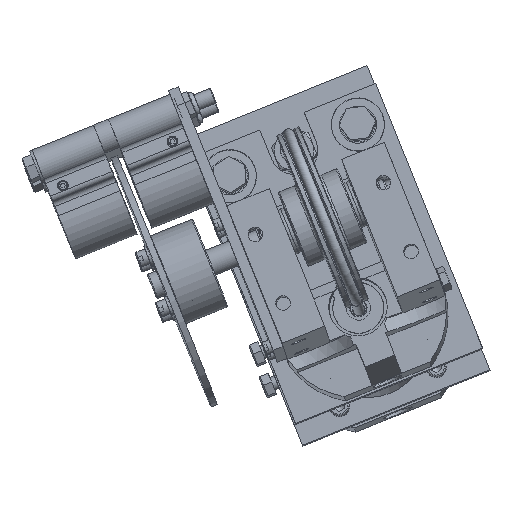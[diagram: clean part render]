
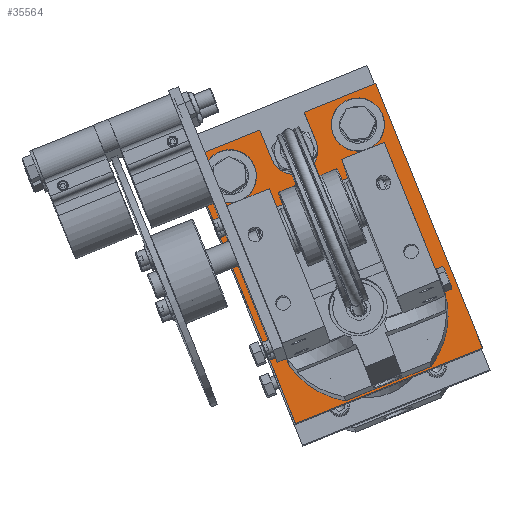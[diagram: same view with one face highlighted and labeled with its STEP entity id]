
A CAD part, top view. The second image highlights one B-rep face of the part: STEP entity #35564.
In plain terms, the highlighted face is planar.
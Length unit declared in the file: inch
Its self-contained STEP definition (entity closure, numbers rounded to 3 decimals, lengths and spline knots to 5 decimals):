
#35050=CARTESIAN_POINT('',(3.00801,-4.39195,0.25));
#35051=VERTEX_POINT('',#35050);
#35052=CARTESIAN_POINT('',(1.62551,-4.39195,0.25));
#35053=DIRECTION('',(0.0,0.0,-1.0));
#35054=DIRECTION('',(-1.0,0.0,0.0));
#35055=AXIS2_PLACEMENT_3D('',#35052,#35053,#35054);
#35056=CIRCLE('',#35055,1.3825);
#35057=EDGE_CURVE('',#35051,#35051,#35056,.T.);
#35078=CARTESIAN_POINT('',(3.68851,-0.14195,0.25));
#35079=VERTEX_POINT('',#35078);
#35080=CARTESIAN_POINT('',(3.25051,-0.14195,0.25));
#35081=DIRECTION('',(0.0,0.0,-1.0));
#35082=DIRECTION('',(-1.0,0.0,0.0));
#35083=AXIS2_PLACEMENT_3D('',#35080,#35081,#35082);
#35084=CIRCLE('',#35083,0.438);
#35085=EDGE_CURVE('',#35079,#35079,#35084,.T.);
#35106=CARTESIAN_POINT('',(0.43851,-0.14195,0.25));
#35107=VERTEX_POINT('',#35106);
#35108=CARTESIAN_POINT('',(0.00051,-0.14195,0.25));
#35109=DIRECTION('',(0.0,0.0,-1.0));
#35110=DIRECTION('',(-1.0,0.0,0.0));
#35111=AXIS2_PLACEMENT_3D('',#35108,#35109,#35110);
#35112=CIRCLE('',#35111,0.438);
#35113=EDGE_CURVE('',#35107,#35107,#35112,.T.);
#35134=CARTESIAN_POINT('',(3.01951,-3.16195,0.25));
#35135=VERTEX_POINT('',#35134);
#35136=CARTESIAN_POINT('',(2.85551,-3.16195,0.25));
#35137=DIRECTION('',(0.0,0.0,-1.0));
#35138=DIRECTION('',(-1.0,0.0,0.0));
#35139=AXIS2_PLACEMENT_3D('',#35136,#35137,#35138);
#35140=CIRCLE('',#35139,0.164);
#35141=EDGE_CURVE('',#35135,#35135,#35140,.T.);
#35162=CARTESIAN_POINT('',(3.01951,-5.62195,0.25));
#35163=VERTEX_POINT('',#35162);
#35164=CARTESIAN_POINT('',(2.85551,-5.62195,0.25));
#35165=DIRECTION('',(0.0,0.0,-1.0));
#35166=DIRECTION('',(-1.0,0.0,0.0));
#35167=AXIS2_PLACEMENT_3D('',#35164,#35165,#35166);
#35168=CIRCLE('',#35167,0.164);
#35169=EDGE_CURVE('',#35163,#35163,#35168,.T.);
#35190=CARTESIAN_POINT('',(0.55951,-5.62195,0.25));
#35191=VERTEX_POINT('',#35190);
#35192=CARTESIAN_POINT('',(0.39551,-5.62195,0.25));
#35193=DIRECTION('',(0.0,0.0,-1.0));
#35194=DIRECTION('',(-1.0,0.0,0.0));
#35195=AXIS2_PLACEMENT_3D('',#35192,#35193,#35194);
#35196=CIRCLE('',#35195,0.164);
#35197=EDGE_CURVE('',#35191,#35191,#35196,.T.);
#35218=CARTESIAN_POINT('',(0.55951,-3.16195,0.25));
#35219=VERTEX_POINT('',#35218);
#35220=CARTESIAN_POINT('',(0.39551,-3.16195,0.25));
#35221=DIRECTION('',(0.0,0.0,-1.0));
#35222=DIRECTION('',(-1.0,0.0,0.0));
#35223=AXIS2_PLACEMENT_3D('',#35220,#35221,#35222);
#35224=CIRCLE('',#35223,0.164);
#35225=EDGE_CURVE('',#35219,#35219,#35224,.T.);
#35246=CARTESIAN_POINT('',(-0.74949,0.60805,0.25));
#35247=VERTEX_POINT('',#35246);
#35248=CARTESIAN_POINT('',(1.06351,0.60805,0.25));
#35249=VERTEX_POINT('',#35248);
#35250=CARTESIAN_POINT('',(-0.74949,0.60805,0.25));
#35251=DIRECTION('',(1.0,0.0,0.0));
#35252=VECTOR('',#35251,1.813);
#35253=LINE('',#35250,#35252);
#35254=EDGE_CURVE('',#35247,#35249,#35253,.T.);
#35286=CARTESIAN_POINT('',(1.06351,-0.14195,0.25));
#35287=VERTEX_POINT('',#35286);
#35288=CARTESIAN_POINT('',(1.06351,0.60805,0.25));
#35289=DIRECTION('',(0.0,-1.0,0.0));
#35290=VECTOR('',#35289,0.75);
#35291=LINE('',#35288,#35290);
#35292=EDGE_CURVE('',#35249,#35287,#35291,.T.);
#35317=CARTESIAN_POINT('',(2.18751,-0.14195,0.25));
#35318=VERTEX_POINT('',#35317);
#35319=CARTESIAN_POINT('',(1.62551,-0.14195,0.25));
#35320=DIRECTION('',(0.0,0.0,1.0));
#35321=DIRECTION('',(1.0,0.0,0.0));
#35322=AXIS2_PLACEMENT_3D('',#35319,#35320,#35321);
#35323=CIRCLE('',#35322,0.562);
#35324=EDGE_CURVE('',#35287,#35318,#35323,.T.);
#35350=CARTESIAN_POINT('',(2.18751,0.60805,0.25));
#35351=VERTEX_POINT('',#35350);
#35352=CARTESIAN_POINT('',(2.18751,-0.14195,0.25));
#35353=DIRECTION('',(0.0,1.0,0.0));
#35354=VECTOR('',#35353,0.75);
#35355=LINE('',#35352,#35354);
#35356=EDGE_CURVE('',#35318,#35351,#35355,.T.);
#35381=CARTESIAN_POINT('',(4.00051,0.60805,0.25));
#35382=VERTEX_POINT('',#35381);
#35383=CARTESIAN_POINT('',(2.18751,0.60805,0.25));
#35384=DIRECTION('',(1.0,0.0,0.0));
#35385=VECTOR('',#35384,1.813);
#35386=LINE('',#35383,#35385);
#35387=EDGE_CURVE('',#35351,#35382,#35386,.T.);
#35412=CARTESIAN_POINT('',(4.00051,-6.14195,0.25));
#35413=VERTEX_POINT('',#35412);
#35414=CARTESIAN_POINT('',(4.00051,0.60805,0.25));
#35415=DIRECTION('',(0.0,-1.0,0.0));
#35416=VECTOR('',#35415,6.75);
#35417=LINE('',#35414,#35416);
#35418=EDGE_CURVE('',#35382,#35413,#35417,.T.);
#35443=CARTESIAN_POINT('',(-0.74949,-6.14195,0.25));
#35444=VERTEX_POINT('',#35443);
#35445=CARTESIAN_POINT('',(4.00051,-6.14195,0.25));
#35446=DIRECTION('',(-1.0,0.0,0.0));
#35447=VECTOR('',#35446,4.75);
#35448=LINE('',#35445,#35447);
#35449=EDGE_CURVE('',#35413,#35444,#35448,.T.);
#35474=CARTESIAN_POINT('',(-0.74949,-6.14195,0.25));
#35475=DIRECTION('',(0.0,1.0,0.0));
#35476=VECTOR('',#35475,6.75);
#35477=LINE('',#35474,#35476);
#35478=EDGE_CURVE('',#35444,#35247,#35477,.T.);
#35528=CARTESIAN_POINT('',(1.62551,-2.57716,0.25));
#35529=DIRECTION('',(0.0,0.0,1.0));
#35530=DIRECTION('',(1.0,0.0,0.0));
#35531=AXIS2_PLACEMENT_3D('',#35528,#35529,#35530);
#35532=PLANE('',#35531);
#35533=ORIENTED_EDGE('',*,*,#35254,.F.);
#35534=ORIENTED_EDGE('',*,*,#35478,.F.);
#35535=ORIENTED_EDGE('',*,*,#35449,.F.);
#35536=ORIENTED_EDGE('',*,*,#35418,.F.);
#35537=ORIENTED_EDGE('',*,*,#35387,.F.);
#35538=ORIENTED_EDGE('',*,*,#35356,.F.);
#35539=ORIENTED_EDGE('',*,*,#35324,.F.);
#35540=ORIENTED_EDGE('',*,*,#35292,.F.);
#35541=EDGE_LOOP('',(#35533,#35534,#35535,#35536,#35537,#35538,#35539,#35540));
#35542=FACE_OUTER_BOUND('',#35541,.T.);
#35543=ORIENTED_EDGE('',*,*,#35057,.T.);
#35544=EDGE_LOOP('',(#35543));
#35545=FACE_BOUND('',#35544,.T.);
#35546=ORIENTED_EDGE('',*,*,#35085,.T.);
#35547=EDGE_LOOP('',(#35546));
#35548=FACE_BOUND('',#35547,.T.);
#35549=ORIENTED_EDGE('',*,*,#35113,.T.);
#35550=EDGE_LOOP('',(#35549));
#35551=FACE_BOUND('',#35550,.T.);
#35552=ORIENTED_EDGE('',*,*,#35141,.T.);
#35553=EDGE_LOOP('',(#35552));
#35554=FACE_BOUND('',#35553,.T.);
#35555=ORIENTED_EDGE('',*,*,#35169,.T.);
#35556=EDGE_LOOP('',(#35555));
#35557=FACE_BOUND('',#35556,.T.);
#35558=ORIENTED_EDGE('',*,*,#35197,.T.);
#35559=EDGE_LOOP('',(#35558));
#35560=FACE_BOUND('',#35559,.T.);
#35561=ORIENTED_EDGE('',*,*,#35225,.T.);
#35562=EDGE_LOOP('',(#35561));
#35563=FACE_BOUND('',#35562,.T.);
#35564=ADVANCED_FACE('',(#35542,#35545,#35548,#35551,#35554,#35557,#35560,#35563),#35532,.T.);
